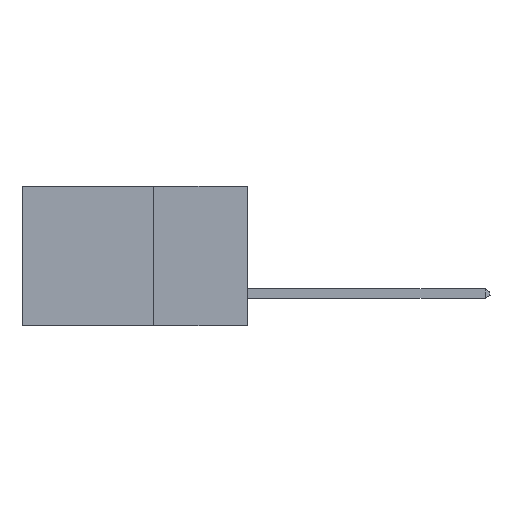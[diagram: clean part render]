
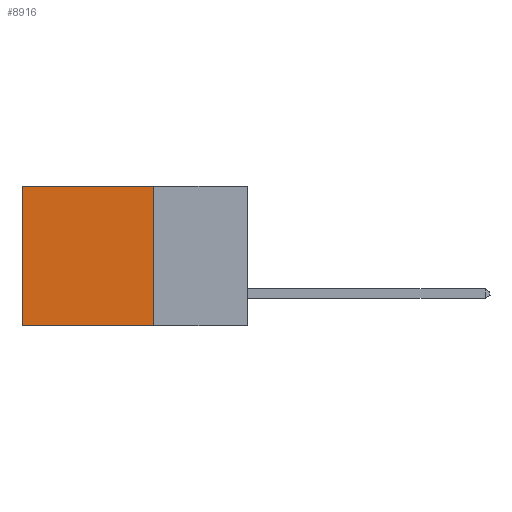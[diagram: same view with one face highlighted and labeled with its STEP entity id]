
A CAD part, left-side view. The second image highlights one B-rep face of the part: STEP entity #8916.
In plain terms, the highlighted planar face has unit normal (-1, 0, 0).
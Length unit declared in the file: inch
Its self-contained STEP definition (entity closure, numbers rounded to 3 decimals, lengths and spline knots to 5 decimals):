
#435 = EDGE_CURVE ( 'NONE', #596, #13008, #7756, .T. ) ;
#596 = VERTEX_POINT ( 'NONE', #4209 ) ;
#2572 = AXIS2_PLACEMENT_3D ( 'NONE', #6882, #6776, #8136 ) ;
#3084 = ORIENTED_EDGE ( 'NONE', *, *, #13850, .F. ) ;
#3173 = CARTESIAN_POINT ( 'NONE',  ( 0.298, 0.25, 0. ) ) ;
#4161 = EDGE_CURVE ( 'NONE', #15282, #596, #9785, .T. ) ;
#4206 = VECTOR ( 'NONE', #15297, 39.37008 ) ;
#4209 = CARTESIAN_POINT ( 'NONE',  ( 0.298, 0.6, 0. ) ) ;
#5444 = ORIENTED_EDGE ( 'NONE', *, *, #4161, .T. ) ;
#5950 = LINE ( 'NONE', #9092, #4206 ) ;
#6298 = DIRECTION ( 'NONE',  ( 0., 0., -1. ) ) ;
#6480 = VECTOR ( 'NONE', #11634, 39.37008 ) ;
#6776 = DIRECTION ( 'NONE',  ( 1., 0., 0. ) ) ;
#6882 = CARTESIAN_POINT ( 'NONE',  ( 0.298, 0.25, 0. ) ) ;
#7756 = LINE ( 'NONE', #12404, #11191 ) ;
#8136 = DIRECTION ( 'NONE',  ( 0., 0., -1. ) ) ;
#8326 = FACE_OUTER_BOUND ( 'NONE', #13282, .T. ) ;
#8779 = CARTESIAN_POINT ( 'NONE',  ( 0.298, 0.25, 0. ) ) ;
#8916 = ADVANCED_FACE ( 'NONE', ( #8326 ), #13985, .F. ) ;
#9092 = CARTESIAN_POINT ( 'NONE',  ( 0.298, 0.25, -0.37 ) ) ;
#9410 = LINE ( 'NONE', #8779, #10352 ) ;
#9785 = LINE ( 'NONE', #10429, #6480 ) ;
#9959 = VERTEX_POINT ( 'NONE', #14776 ) ;
#10352 = VECTOR ( 'NONE', #6298, 39.37008 ) ;
#10429 = CARTESIAN_POINT ( 'NONE',  ( 0.298, 0.25, 0. ) ) ;
#11191 = VECTOR ( 'NONE', #13591, 39.37008 ) ;
#11534 = EDGE_CURVE ( 'NONE', #15282, #9959, #9410, .T. ) ;
#11634 = DIRECTION ( 'NONE',  ( 0., 1., 0. ) ) ;
#11992 = CARTESIAN_POINT ( 'NONE',  ( 0.298, 0.6, -0.37 ) ) ;
#12404 = CARTESIAN_POINT ( 'NONE',  ( 0.298, 0.6, 0. ) ) ;
#13008 = VERTEX_POINT ( 'NONE', #11992 ) ;
#13282 = EDGE_LOOP ( 'NONE', ( #14388, #3084, #15581, #5444 ) ) ;
#13591 = DIRECTION ( 'NONE',  ( 0., 0., -1. ) ) ;
#13850 = EDGE_CURVE ( 'NONE', #9959, #13008, #5950, .T. ) ;
#13985 = PLANE ( 'NONE',  #2572 ) ;
#14388 = ORIENTED_EDGE ( 'NONE', *, *, #435, .T. ) ;
#14776 = CARTESIAN_POINT ( 'NONE',  ( 0.298, 0.25, -0.37 ) ) ;
#15282 = VERTEX_POINT ( 'NONE', #3173 ) ;
#15297 = DIRECTION ( 'NONE',  ( 0., 1., 0. ) ) ;
#15581 = ORIENTED_EDGE ( 'NONE', *, *, #11534, .F. ) ;
